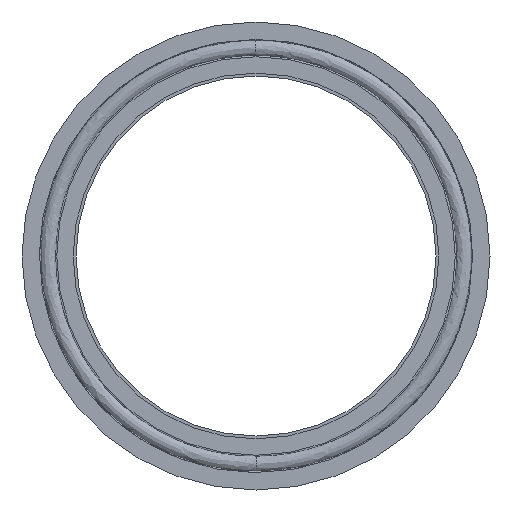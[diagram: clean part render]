
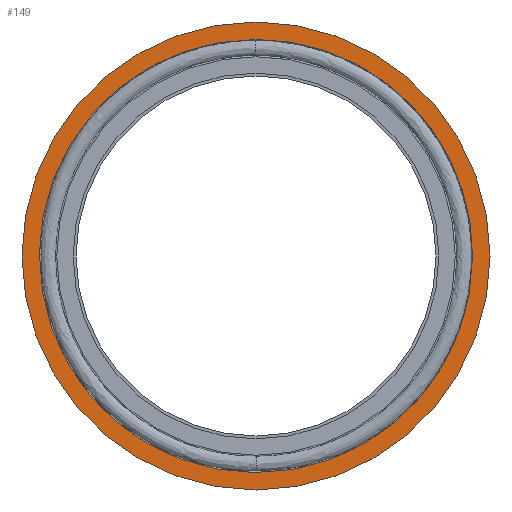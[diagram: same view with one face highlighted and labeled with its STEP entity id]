
A CAD part, left-side view. The second image highlights one B-rep face of the part: STEP entity #149.
In plain terms, the highlighted planar face has unit normal (-1, 0, 0).
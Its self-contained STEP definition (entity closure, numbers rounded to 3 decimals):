
#149=ADVANCED_FACE('',(#184,#185),#183,.T.);
#183=PLANE('',#532);
#184=FACE_OUTER_BOUND('',#533,.T.);
#185=FACE_BOUND('',#534,.T.);
#529=CARTESIAN_POINT('',(-2.,-122.583,-140.));
#530=DIRECTION('',(-1.,0.,0.));
#531=DIRECTION('',(0.,0.,1.));
#532=AXIS2_PLACEMENT_3D('',#529,#530,#531);
#533=EDGE_LOOP('',(#1001,#1002));
#534=EDGE_LOOP('',(#1003,#1004,#1005));
#1001=ORIENTED_EDGE('',*,*,#1143,.T.);
#1002=ORIENTED_EDGE('',*,*,#1144,.T.);
#1003=ORIENTED_EDGE('',*,*,#1145,.F.);
#1004=ORIENTED_EDGE('',*,*,#1146,.F.);
#1005=ORIENTED_EDGE('',*,*,#1147,.F.);
#1143=EDGE_CURVE('',#1214,#1215,#1216,.T.);
#1144=EDGE_CURVE('',#1215,#1214,#1222,.T.);
#1145=EDGE_CURVE('',#1228,#1229,#1230,.T.);
#1146=EDGE_CURVE('',#1236,#1228,#1237,.T.);
#1147=EDGE_CURVE('',#1229,#1236,#1243,.T.);
#1214=VERTEX_POINT('',#1683);
#1215=VERTEX_POINT('',#1684);
#1216=CIRCLE('',#1688,65.);
#1222=CIRCLE('',#1692,65.);
#1228=VERTEX_POINT('',#1693);
#1229=VERTEX_POINT('',#1694);
#1230=CIRCLE('',#1698,60.154);
#1236=VERTEX_POINT('',#1699);
#1237=CIRCLE('',#1703,60.154);
#1243=CIRCLE('',#1707,60.154);
#1683=CARTESIAN_POINT('',(-2.,0.,65.));
#1684=CARTESIAN_POINT('',(-2.,0.,-65.));
#1685=CARTESIAN_POINT('',(-2.,0.,0.));
#1686=DIRECTION('',(-1.,0.,0.));
#1687=DIRECTION('',(0.,0.,1.));
#1688=AXIS2_PLACEMENT_3D('',#1685,#1686,#1687);
#1689=CARTESIAN_POINT('',(-2.,0.,0.));
#1690=DIRECTION('',(-1.,0.,0.));
#1691=DIRECTION('',(0.,0.,1.));
#1692=AXIS2_PLACEMENT_3D('',#1689,#1690,#1691);
#1693=CARTESIAN_POINT('',(-2.,-60.152,-0.525));
#1694=CARTESIAN_POINT('',(-2.,0.,60.154));
#1695=CARTESIAN_POINT('',(-2.,0.,0.));
#1696=DIRECTION('',(-1.,0.,0.));
#1697=DIRECTION('',(0.,0.,1.));
#1698=AXIS2_PLACEMENT_3D('',#1695,#1696,#1697);
#1699=CARTESIAN_POINT('',(-2.,60.151,0.525));
#1700=CARTESIAN_POINT('',(-2.,0.,0.));
#1701=DIRECTION('',(-1.,0.,0.));
#1702=DIRECTION('',(0.,0.,1.));
#1703=AXIS2_PLACEMENT_3D('',#1700,#1701,#1702);
#1704=CARTESIAN_POINT('',(-2.,0.,0.));
#1705=DIRECTION('',(-1.,0.,0.));
#1706=DIRECTION('',(0.,0.,1.));
#1707=AXIS2_PLACEMENT_3D('',#1704,#1705,#1706);
